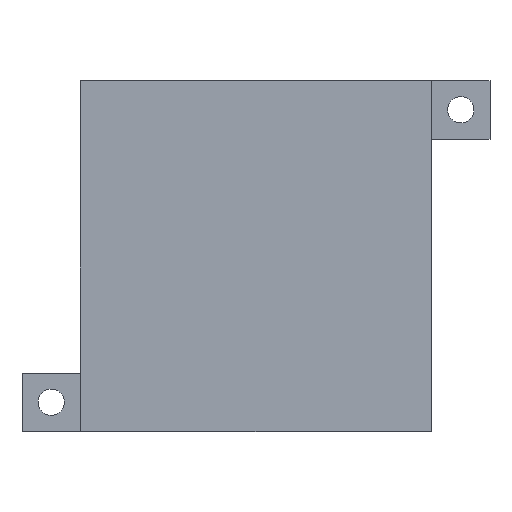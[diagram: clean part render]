
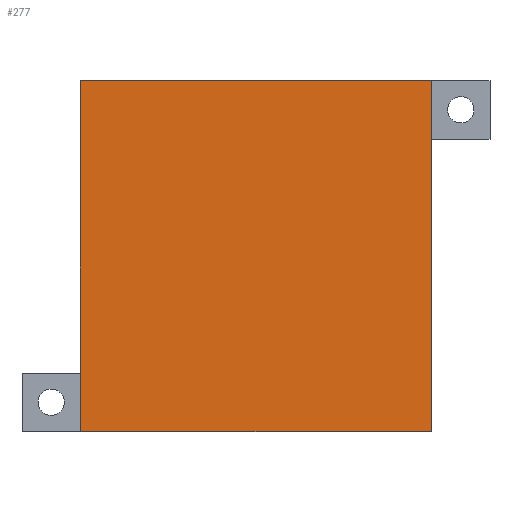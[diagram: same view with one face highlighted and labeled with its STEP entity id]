
A CAD part, top view. The second image highlights one B-rep face of the part: STEP entity #277.
In plain terms, the highlighted planar face has unit normal (0, 0, 1).
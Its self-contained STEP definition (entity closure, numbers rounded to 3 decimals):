
#29=PLANE('',#309);
#43=FACE_OUTER_BOUND('',#59,.T.);
#59=EDGE_LOOP('',(#249,#250,#251,#252));
#75=LINE('',#417,#107);
#88=LINE('',#444,#120);
#92=LINE('',#450,#124);
#94=LINE('',#453,#126);
#107=VECTOR('',#345,10.);
#120=VECTOR('',#366,10.);
#124=VECTOR('',#372,10.);
#126=VECTOR('',#376,10.);
#142=VERTEX_POINT('',#414);
#143=VERTEX_POINT('',#416);
#152=VERTEX_POINT('',#441);
#153=VERTEX_POINT('',#443);
#171=EDGE_CURVE('',#143,#142,#75,.T.);
#184=EDGE_CURVE('',#153,#152,#88,.T.);
#188=EDGE_CURVE('',#152,#143,#92,.T.);
#190=EDGE_CURVE('',#142,#153,#94,.T.);
#249=ORIENTED_EDGE('',*,*,#190,.T.);
#250=ORIENTED_EDGE('',*,*,#184,.T.);
#251=ORIENTED_EDGE('',*,*,#188,.T.);
#252=ORIENTED_EDGE('',*,*,#171,.T.);
#277=ADVANCED_FACE('',(#43),#29,.T.);
#309=AXIS2_PLACEMENT_3D('',#454,#377,#378);
#345=DIRECTION('',(0.,1.,0.));
#366=DIRECTION('',(0.,-1.,0.));
#372=DIRECTION('',(1.,0.,0.));
#376=DIRECTION('',(-1.,0.,0.));
#377=DIRECTION('center_axis',(0.,0.,1.));
#378=DIRECTION('ref_axis',(1.,0.,0.));
#414=CARTESIAN_POINT('',(105.,280.,6.25));
#416=CARTESIAN_POINT('',(105.,220.,6.25));
#417=CARTESIAN_POINT('',(105.,280.,6.25));
#441=CARTESIAN_POINT('',(45.,220.,6.25));
#443=CARTESIAN_POINT('',(45.,280.,6.25));
#444=CARTESIAN_POINT('',(45.,220.,6.25));
#450=CARTESIAN_POINT('',(105.,220.,6.25));
#453=CARTESIAN_POINT('',(45.,280.,6.25));
#454=CARTESIAN_POINT('Origin',(75.,250.,6.25));
